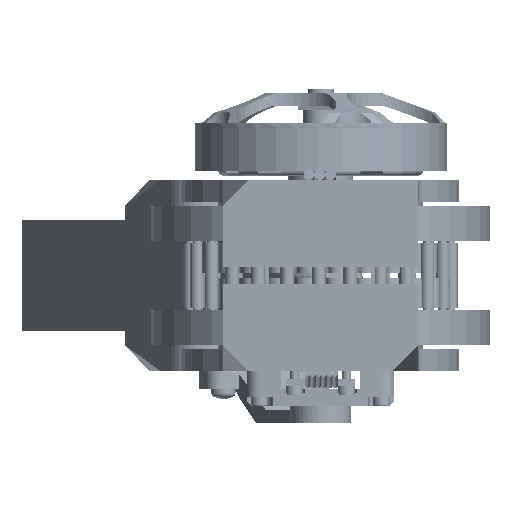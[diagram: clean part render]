
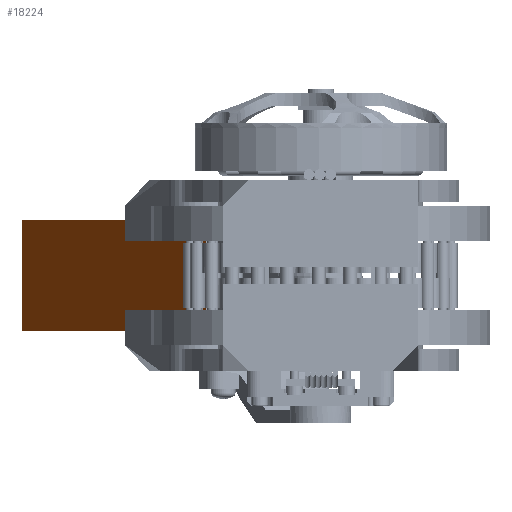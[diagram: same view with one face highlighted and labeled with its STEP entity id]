
A CAD part, left-side view. The second image highlights one B-rep face of the part: STEP entity #18224.
In plain terms, the highlighted face is planar.
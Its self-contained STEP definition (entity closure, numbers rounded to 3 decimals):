
#1884=LINE('',#29519,#2987);
#1885=LINE('',#29522,#2988);
#1886=LINE('',#29524,#2989);
#1887=LINE('',#29525,#2990);
#2987=VECTOR('',#23842,10.);
#2988=VECTOR('',#23845,10.);
#2989=VECTOR('',#23846,10.);
#2990=VECTOR('',#23847,10.);
#3814=PLANE('',#20067);
#5503=FACE_OUTER_BOUND('',#6952,.T.);
#6952=EDGE_LOOP('',(#14783,#14784,#14785,#14786));
#9427=VERTEX_POINT('',#29513);
#9429=VERTEX_POINT('',#29517);
#9430=VERTEX_POINT('',#29521);
#9431=VERTEX_POINT('',#29523);
#11344=EDGE_CURVE('',#9427,#9429,#1884,.T.);
#11345=EDGE_CURVE('',#9427,#9430,#1885,.T.);
#11346=EDGE_CURVE('',#9431,#9429,#1886,.T.);
#11347=EDGE_CURVE('',#9430,#9431,#1887,.T.);
#14783=ORIENTED_EDGE('',*,*,#11345,.F.);
#14784=ORIENTED_EDGE('',*,*,#11344,.T.);
#14785=ORIENTED_EDGE('',*,*,#11346,.F.);
#14786=ORIENTED_EDGE('',*,*,#11347,.F.);
#18224=ADVANCED_FACE('',(#5503),#3814,.T.);
#20067=AXIS2_PLACEMENT_3D('',#29520,#23843,#23844);
#23842=DIRECTION('',(0.,0.,1.));
#23843=DIRECTION('center_axis',(0.,1.,0.));
#23844=DIRECTION('ref_axis',(-1.,0.,0.));
#23845=DIRECTION('',(1.,0.,0.));
#23846=DIRECTION('',(-1.,0.,0.));
#23847=DIRECTION('',(0.,0.,1.));
#29513=CARTESIAN_POINT('',(-12.7,12.7,0.));
#29517=CARTESIAN_POINT('',(-12.7,12.7,124.));
#29519=CARTESIAN_POINT('',(-12.7,12.7,0.));
#29520=CARTESIAN_POINT('Origin',(12.7,12.7,0.));
#29521=CARTESIAN_POINT('',(12.7,12.7,0.));
#29522=CARTESIAN_POINT('',(-12.7,12.7,0.));
#29523=CARTESIAN_POINT('',(12.7,12.7,124.));
#29524=CARTESIAN_POINT('',(-12.7,12.7,124.));
#29525=CARTESIAN_POINT('',(12.7,12.7,0.));
